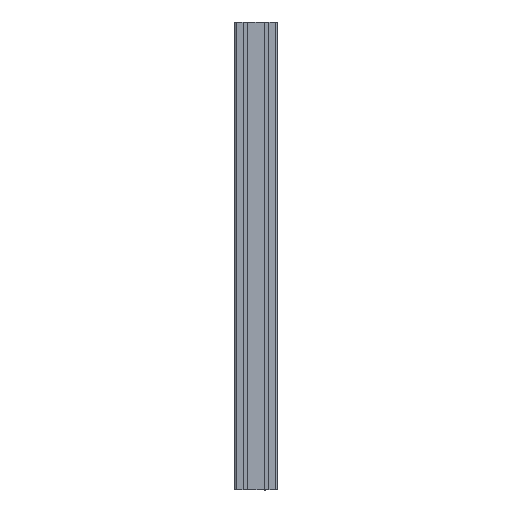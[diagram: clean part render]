
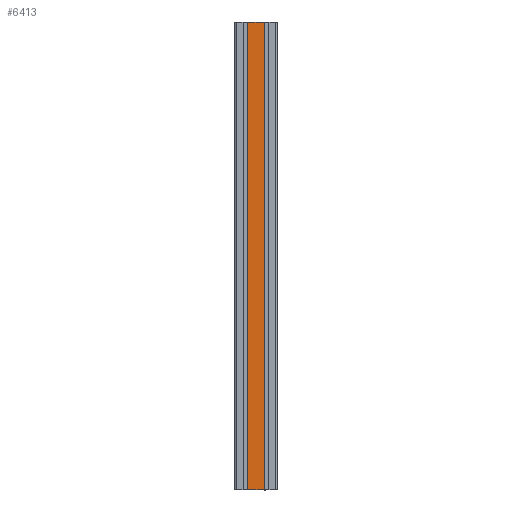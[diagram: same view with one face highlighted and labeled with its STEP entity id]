
A CAD part, front view. The second image highlights one B-rep face of the part: STEP entity #6413.
In plain terms, the highlighted planar face has unit normal (0, -1, 0).
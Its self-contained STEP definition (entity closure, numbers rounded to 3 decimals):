
#3076=PLANE('',#6279);
#3224=ORIENTED_EDGE('',*,*,#4594,.T.);
#3225=ORIENTED_EDGE('',*,*,#4595,.F.);
#3226=ORIENTED_EDGE('',*,*,#4591,.F.);
#3227=ORIENTED_EDGE('',*,*,#4596,.T.);
#3817=VECTOR('',#5171,1.);
#3820=VECTOR('',#5176,1.);
#3821=VECTOR('',#5177,1.);
#3822=VECTOR('',#5178,1.);
#4101=LINE('',#5718,#3817);
#4104=LINE('',#5724,#3820);
#4105=LINE('',#5725,#3821);
#4106=LINE('',#5726,#3822);
#4378=VERTEX_POINT('',#5716);
#4379=VERTEX_POINT('',#5717);
#4380=VERTEX_POINT('',#5722);
#4381=VERTEX_POINT('',#5723);
#4591=EDGE_CURVE('',#4378,#4379,#4101,.T.);
#4594=EDGE_CURVE('',#4380,#4381,#4104,.T.);
#4595=EDGE_CURVE('',#4379,#4381,#4105,.T.);
#4596=EDGE_CURVE('',#4378,#4380,#4106,.T.);
#4875=EDGE_LOOP('',(#3224,#3225,#3226,#3227));
#5001=FACE_BOUND('',#4875,.T.);
#5171=DIRECTION('',(-1000.,0.,0.));
#5174=DIRECTION('',(0.,-1.,0.));
#5175=DIRECTION('',(-1.,0.,0.));
#5176=DIRECTION('',(-1000.,0.,0.));
#5177=DIRECTION('',(0.,0.,34.8));
#5178=DIRECTION('',(0.,0.,34.8));
#5716=CARTESIAN_POINT('',(1000.,-22.5,-17.4));
#5717=CARTESIAN_POINT('',(0.,-22.5,-17.4));
#5718=CARTESIAN_POINT('',(1000.,-22.5,-17.4));
#5721=CARTESIAN_POINT('',(1000.,-22.5,17.4));
#5722=CARTESIAN_POINT('',(1000.,-22.5,17.4));
#5723=CARTESIAN_POINT('',(0.,-22.5,17.4));
#5724=CARTESIAN_POINT('',(1000.,-22.5,17.4));
#5725=CARTESIAN_POINT('',(0.,-22.5,-17.4));
#5726=CARTESIAN_POINT('',(1000.,-22.5,-17.4));
#6279=AXIS2_PLACEMENT_3D('',#5721,#5174,#5175);
#6413=ADVANCED_FACE('',(#5001),#3076,.T.);
